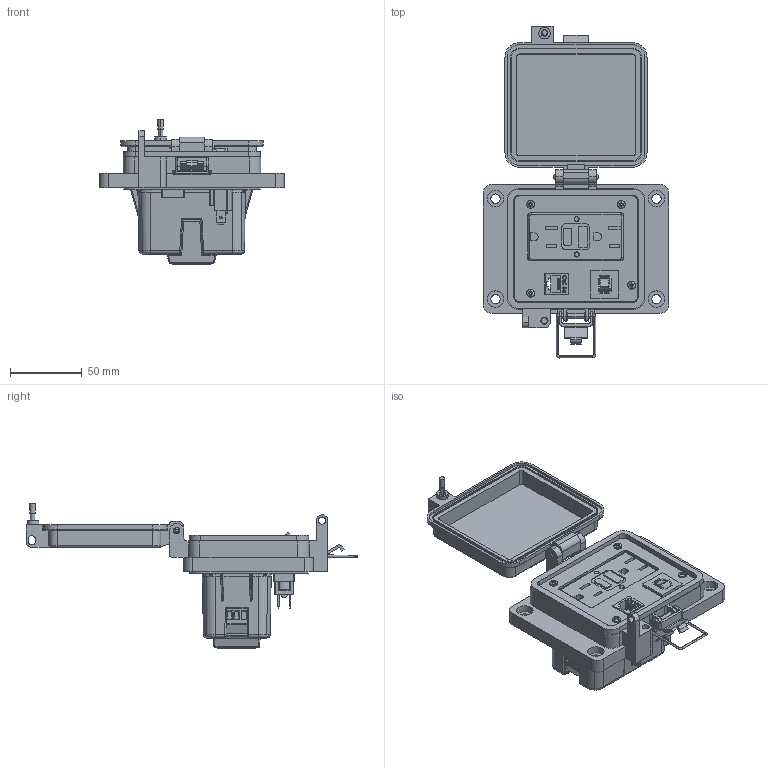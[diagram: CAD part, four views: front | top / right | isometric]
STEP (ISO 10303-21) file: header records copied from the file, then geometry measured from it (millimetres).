
FILE_DESCRIPTION (( 'STEP AP203' ), '1' );
FILE_NAME ('P-Q17-K3RF3_3D.STEP', '2021-12-09T14:48:23', ( '' ), ( '' ), 'SwSTEP 2.0', 'SolidWorks 2019', '' );
FILE_SCHEMA (( 'CONFIG_CONTROL_DESIGN' ));
Length unit declared in the file: millimetre
Products named in the file (14): Z-200-OTLT-RIOF-15A; CBX; RF; P-Q17-K3RF3_BP; P-Q17-K3RF3_TP; Z-CB-SM; P-Q17-K3RF3_3D; R2; Z-120-RIOF-SHELL; 90272A106_ZINC-PLTD STL PAN HEAD PHILLIPS MACHINE SCREW_90272A106; Z-200-OTLT-GFIH-15A_sheared; P-Q17-K3RF3_FP; Z-300-RJ45CAT5; Z-H-K3_B
Assembly tree (16 placements, depth 4):
  P-Q17-K3RF3_3D
    P-Q17-K3RF3_BP
    P-Q17-K3RF3_FP
    90272A106_ZINC-PLTD STL PAN HEAD PHILLIPS MACHINE SCREW_90272A106  x4
    P-Q17-K3RF3_TP
    R2
      Z-300-RJ45CAT5
    RF
      Z-200-OTLT-RIOF-15A
        Z-120-RIOF-SHELL
        Z-200-OTLT-GFIH-15A_sheared
    CBX
      Z-CB-SM
    Z-H-K3_B
Bounding box: 129 x 231.18 x 101.5 mm (x, y, z)
Volume: 308700.3 mm3; surface area: 189665.1 mm2
Topology: 36 solids, 42 shells, 5345 faces, 13842 edges, 8744 vertices
Faces by surface type: plane 2308, cylinder 1550, bspline 1226, cone 114, torus 89, sphere 58
Entity records: 212024 total; most frequent: CARTESIAN_POINT 98737, ORIENTED_EDGE 25908, DIRECTION 18917, EDGE_CURVE 12954, VERTEX_POINT 8165, VECTOR 7629, LINE 7629, AXIS2_PLACEMENT_3D 5644
